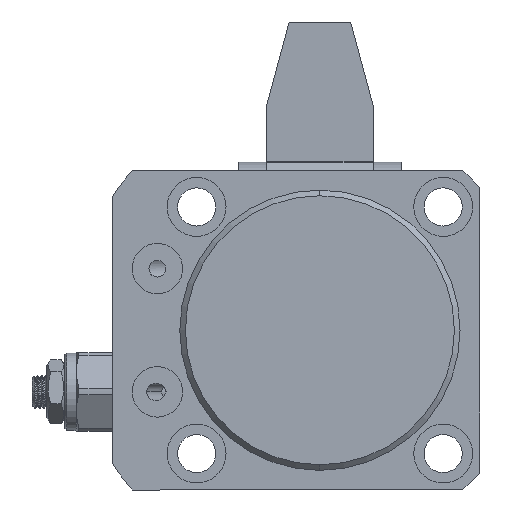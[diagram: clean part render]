
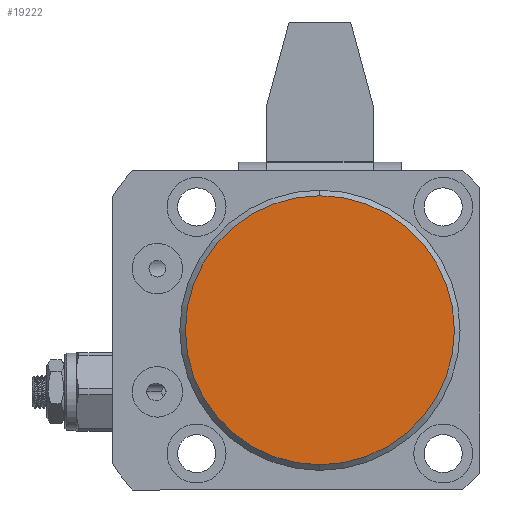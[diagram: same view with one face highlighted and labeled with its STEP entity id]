
A CAD part, front view. The second image highlights one B-rep face of the part: STEP entity #19222.
In plain terms, the highlighted planar face has unit normal (0, -1, 0).
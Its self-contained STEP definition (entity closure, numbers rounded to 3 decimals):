
#2232 = CARTESIAN_POINT ( 'NONE',  ( 0., -60., -24. ) ) ;
#4981 = AXIS2_PLACEMENT_3D ( 'NONE', #31765, #31718, #31463 ) ;
#7051 = EDGE_CURVE ( 'NONE', #14270, #23014, #23242, .T. ) ;
#7442 = DIRECTION ( 'NONE',  ( 0., -1., 0. ) ) ;
#7813 = EDGE_LOOP ( 'NONE', ( #26809, #24933 ) ) ;
#10763 = DIRECTION ( 'NONE',  ( 0., -1., 0. ) ) ;
#14270 = VERTEX_POINT ( 'NONE', #24685 ) ;
#14423 = CIRCLE ( 'NONE', #19273, 24. ) ;
#19169 = PLANE ( 'NONE',  #29369 ) ;
#19222 = ADVANCED_FACE ( 'NONE', ( #35716 ), #19169, .T. ) ;
#19273 = AXIS2_PLACEMENT_3D ( 'NONE', #25070, #7442, #28568 ) ;
#23014 = VERTEX_POINT ( 'NONE', #2232 ) ;
#23242 = CIRCLE ( 'NONE', #4981, 24. ) ;
#24372 = EDGE_CURVE ( 'NONE', #23014, #14270, #14423, .T. ) ;
#24685 = CARTESIAN_POINT ( 'NONE',  ( 0., -60., 24. ) ) ;
#24933 = ORIENTED_EDGE ( 'NONE', *, *, #24372, .T. ) ;
#25070 = CARTESIAN_POINT ( 'NONE',  ( 0., -60., 0. ) ) ;
#26809 = ORIENTED_EDGE ( 'NONE', *, *, #7051, .T. ) ;
#28319 = CARTESIAN_POINT ( 'NONE',  ( 0., -60., 0. ) ) ;
#28568 = DIRECTION ( 'NONE',  ( 0., 0., -1. ) ) ;
#29369 = AXIS2_PLACEMENT_3D ( 'NONE', #28319, #10763, #31461 ) ;
#31461 = DIRECTION ( 'NONE',  ( 0., 0., -1. ) ) ;
#31463 = DIRECTION ( 'NONE',  ( 0., 0., -1. ) ) ;
#31718 = DIRECTION ( 'NONE',  ( 0., -1., 0. ) ) ;
#31765 = CARTESIAN_POINT ( 'NONE',  ( 0., -60., 0. ) ) ;
#35716 = FACE_OUTER_BOUND ( 'NONE', #7813, .T. ) ;
